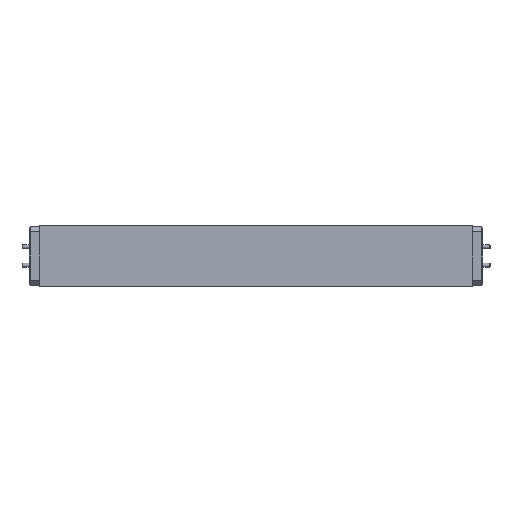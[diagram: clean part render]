
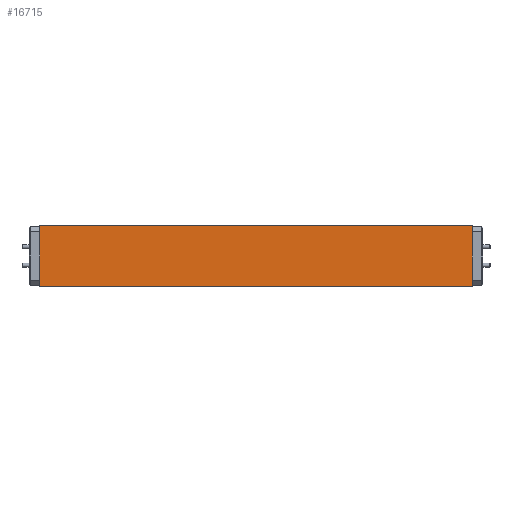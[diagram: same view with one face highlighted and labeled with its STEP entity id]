
A CAD part, front view. The second image highlights one B-rep face of the part: STEP entity #16715.
In plain terms, the highlighted planar face has unit normal (0, -1, 0).
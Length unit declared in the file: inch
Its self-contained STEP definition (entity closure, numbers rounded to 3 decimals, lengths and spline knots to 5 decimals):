
#2798 = DIRECTION ( 'NONE',  ( 0., 0., -1. ) ) ;
#3059 = EDGE_CURVE ( 'NONE', #65624, #48261, #3243, .T. ) ;
#3087 = LINE ( 'NONE', #13832, #44939 ) ;
#3243 = LINE ( 'NONE', #60231, #47710 ) ;
#4555 = VERTEX_POINT ( 'NONE', #22494 ) ;
#4575 = VERTEX_POINT ( 'NONE', #13501 ) ;
#7641 = ORIENTED_EDGE ( 'NONE', *, *, #31996, .T. ) ;
#9808 = EDGE_CURVE ( 'NONE', #4575, #4555, #43907, .T. ) ;
#13501 = CARTESIAN_POINT ( 'NONE',  ( 0.25197, -0.24087, -0.68898 ) ) ;
#13832 = CARTESIAN_POINT ( 'NONE',  ( 10.37836, -0.24087, 0.70866 ) ) ;
#13879 = EDGE_CURVE ( 'NONE', #26930, #4575, #43368, .T. ) ;
#13971 = ORIENTED_EDGE ( 'NONE', *, *, #60420, .F. ) ;
#15532 = ORIENTED_EDGE ( 'NONE', *, *, #9808, .T. ) ;
#16715 = ADVANCED_FACE ( 'NONE', ( #61696 ), #35891, .F. ) ;
#18281 = CARTESIAN_POINT ( 'NONE',  ( 10.37836, -0.24087, 0.70866 ) ) ;
#19275 = AXIS2_PLACEMENT_3D ( 'NONE', #51656, #30543, #61366 ) ;
#20026 = EDGE_CURVE ( 'NONE', #58638, #26930, #23691, .T. ) ;
#21090 = CARTESIAN_POINT ( 'NONE',  ( 10.37836, -0.24087, 0.70866 ) ) ;
#22494 = CARTESIAN_POINT ( 'NONE',  ( 0.25197, -0.24087, -0.70866 ) ) ;
#22903 = DIRECTION ( 'NONE',  ( 0., 0., -1. ) ) ;
#23259 = VERTEX_POINT ( 'NONE', #47697 ) ;
#23439 = CARTESIAN_POINT ( 'NONE',  ( 10.37836, -0.24087, -0.68898 ) ) ;
#23691 = LINE ( 'NONE', #59537, #47332 ) ;
#25981 = EDGE_LOOP ( 'NONE', ( #7641, #46805, #31032, #57299, #13971, #52615, #43842, #15532 ) ) ;
#26327 = VERTEX_POINT ( 'NONE', #18281 ) ;
#26834 = EDGE_CURVE ( 'NONE', #48261, #23259, #3087, .T. ) ;
#26930 = VERTEX_POINT ( 'NONE', #29257 ) ;
#27495 = VECTOR ( 'NONE', #61978, 39.37008 ) ;
#29257 = CARTESIAN_POINT ( 'NONE',  ( 0.25197, -0.24087, 0.68898 ) ) ;
#30543 = DIRECTION ( 'NONE',  ( 0., 1., 0. ) ) ;
#31032 = ORIENTED_EDGE ( 'NONE', *, *, #3059, .F. ) ;
#31996 = EDGE_CURVE ( 'NONE', #4555, #23259, #42332, .T. ) ;
#34501 = VECTOR ( 'NONE', #50514, 39.37008 ) ;
#34640 = VECTOR ( 'NONE', #2798, 39.37008 ) ;
#35891 = PLANE ( 'NONE',  #19275 ) ;
#40123 = EDGE_CURVE ( 'NONE', #26327, #65624, #57266, .T. ) ;
#42332 = LINE ( 'NONE', #55860, #34501 ) ;
#43368 = LINE ( 'NONE', #60123, #34640 ) ;
#43842 = ORIENTED_EDGE ( 'NONE', *, *, #13879, .T. ) ;
#43907 = LINE ( 'NONE', #54630, #63081 ) ;
#44939 = VECTOR ( 'NONE', #22903, 39.37008 ) ;
#45430 = VECTOR ( 'NONE', #50933, 39.37008 ) ;
#46805 = ORIENTED_EDGE ( 'NONE', *, *, #26834, .F. ) ;
#47332 = VECTOR ( 'NONE', #55181, 39.37008 ) ;
#47697 = CARTESIAN_POINT ( 'NONE',  ( 10.37836, -0.24087, -0.70866 ) ) ;
#47710 = VECTOR ( 'NONE', #55196, 39.37008 ) ;
#48261 = VERTEX_POINT ( 'NONE', #23439 ) ;
#50514 = DIRECTION ( 'NONE',  ( 1., 0., 0. ) ) ;
#50933 = DIRECTION ( 'NONE',  ( 1., 0., 0. ) ) ;
#51597 = LINE ( 'NONE', #55943, #45430 ) ;
#51656 = CARTESIAN_POINT ( 'NONE',  ( 10.37836, -0.24087, 0.70866 ) ) ;
#52615 = ORIENTED_EDGE ( 'NONE', *, *, #20026, .T. ) ;
#53058 = CARTESIAN_POINT ( 'NONE',  ( 10.37836, -0.24087, 0.68898 ) ) ;
#54630 = CARTESIAN_POINT ( 'NONE',  ( 0.25197, -0.24087, 0.70866 ) ) ;
#55181 = DIRECTION ( 'NONE',  ( 0., 0., -1. ) ) ;
#55196 = DIRECTION ( 'NONE',  ( 0., 0., -1. ) ) ;
#55860 = CARTESIAN_POINT ( 'NONE',  ( 10.37836, -0.24087, -0.70866 ) ) ;
#55943 = CARTESIAN_POINT ( 'NONE',  ( 10.37836, -0.24087, 0.70866 ) ) ;
#57266 = LINE ( 'NONE', #21090, #27495 ) ;
#57299 = ORIENTED_EDGE ( 'NONE', *, *, #40123, .F. ) ;
#58638 = VERTEX_POINT ( 'NONE', #62755 ) ;
#59537 = CARTESIAN_POINT ( 'NONE',  ( 0.25197, -0.24087, 0.70866 ) ) ;
#60123 = CARTESIAN_POINT ( 'NONE',  ( 0.25197, -0.24087, 0.70866 ) ) ;
#60231 = CARTESIAN_POINT ( 'NONE',  ( 10.37836, -0.24087, 0.70866 ) ) ;
#60420 = EDGE_CURVE ( 'NONE', #58638, #26327, #51597, .T. ) ;
#61366 = DIRECTION ( 'NONE',  ( 1., 0., 0. ) ) ;
#61696 = FACE_OUTER_BOUND ( 'NONE', #25981, .T. ) ;
#61978 = DIRECTION ( 'NONE',  ( 0., 0., -1. ) ) ;
#62755 = CARTESIAN_POINT ( 'NONE',  ( 0.25197, -0.24087, 0.70866 ) ) ;
#63081 = VECTOR ( 'NONE', #64360, 39.37008 ) ;
#64360 = DIRECTION ( 'NONE',  ( 0., 0., -1. ) ) ;
#65624 = VERTEX_POINT ( 'NONE', #53058 ) ;
